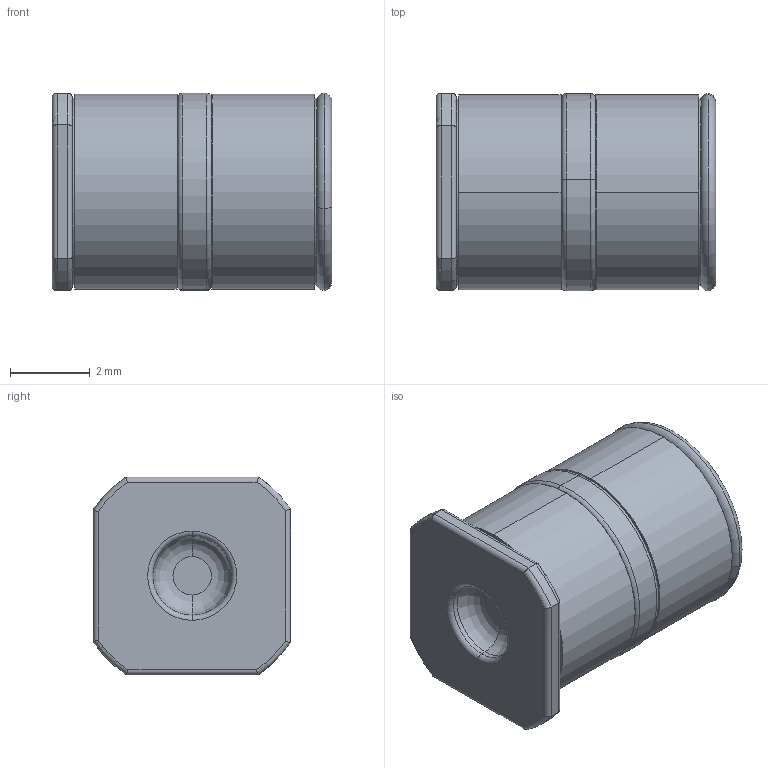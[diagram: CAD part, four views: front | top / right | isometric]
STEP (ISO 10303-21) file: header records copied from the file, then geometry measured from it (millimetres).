
FILE_DESCRIPTION(('FreeCAD Model'),'2;1');
FILE_NAME('Open CASCADE Shape Model','2025-04-14T13:32:48',( 'kicad StepUp'),('ksu MCAD'),'Open CASCADE STEP processor 7.7', 'FreeCAD','Unknown');
FILE_SCHEMA(('AUTOMOTIVE_DESIGN { 1 0 10303 214 1 1 1 1 }'));
Length unit declared in the file: millimetre
Products named in the file (1): 2036-XX-SM
Bounding box: 7.01 x 4.96 x 4.96 mm (x, y, z)
Volume: 102.5 mm3; surface area: 397.5 mm2
Topology: 7 solids, 7 shells, 257 faces, 564 edges, 356 vertices
Faces by surface type: plane 149, cylinder 56, torus 40, cone 8, revolution 4
Entity records: 7370 total; most frequent: CARTESIAN_POINT 1494, DIRECTION 1244, ORIENTED_EDGE 1128, EDGE_CURVE 564, AXIS2_PLACEMENT_3D 438, LINE 364, VECTOR 364, VERTEX_POINT 356
